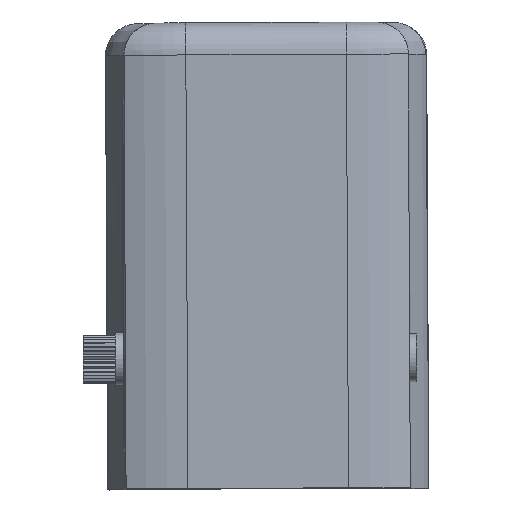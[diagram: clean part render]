
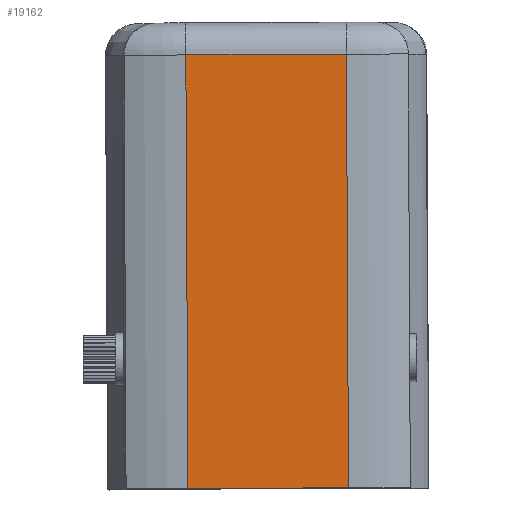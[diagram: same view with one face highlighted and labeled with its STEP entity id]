
A CAD part, top view. The second image highlights one B-rep face of the part: STEP entity #19162.
In plain terms, the highlighted planar face has unit normal (0, 0, 1).
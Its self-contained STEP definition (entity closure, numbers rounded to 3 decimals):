
#1995=FACE_OUTER_BOUND('',#3057,.T.);
#3057=EDGE_LOOP('',(#16496,#16497,#16498,#16499));
#5029=LINE('',#31168,#7033);
#5065=LINE('',#31866,#7069);
#5076=LINE('',#32119,#7080);
#5077=LINE('',#32121,#7081);
#7033=VECTOR('',#25540,10.);
#7069=VECTOR('',#25698,10.);
#7080=VECTOR('',#25739,10.);
#7081=VECTOR('',#25742,10.);
#8727=VERTEX_POINT('',#31166);
#8728=VERTEX_POINT('',#31167);
#8779=VERTEX_POINT('',#31841);
#8782=VERTEX_POINT('',#31862);
#11281=EDGE_CURVE('',#8727,#8728,#5029,.T.);
#11367=EDGE_CURVE('',#8779,#8782,#5065,.T.);
#11389=EDGE_CURVE('',#8782,#8727,#5076,.T.);
#11390=EDGE_CURVE('',#8728,#8779,#5077,.T.);
#16496=ORIENTED_EDGE('',*,*,#11367,.F.);
#16497=ORIENTED_EDGE('',*,*,#11390,.F.);
#16498=ORIENTED_EDGE('',*,*,#11281,.F.);
#16499=ORIENTED_EDGE('',*,*,#11389,.F.);
#17333=PLANE('',#20724);
#19162=ADVANCED_FACE('',(#1995),#17333,.T.);
#20724=AXIS2_PLACEMENT_3D('',#32120,#25740,#25741);
#25540=DIRECTION('',(-1.,-0.005,0.));
#25698=DIRECTION('',(1.,0.005,0.));
#25739=DIRECTION('',(0.005,-1.,0.));
#25740=DIRECTION('center_axis',(0.,0.,
1.));
#25741=DIRECTION('ref_axis',(-1.,-0.005,0.));
#25742=DIRECTION('',(-0.005,1.,0.));
#31166=CARTESIAN_POINT('',(10.276,-16.151,82.587));
#31167=CARTESIAN_POINT('',(-9.724,-16.246,82.587));
#31168=CARTESIAN_POINT('',(10.276,-16.151,82.587));
#31841=CARTESIAN_POINT('',(-9.98,37.753,82.587));
#31862=CARTESIAN_POINT('',(10.02,37.848,82.587));
#31866=CARTESIAN_POINT('',(5.02,37.824,82.587));
#32119=CARTESIAN_POINT('',(10.011,39.848,82.587));
#32120=CARTESIAN_POINT('Origin',(10.011,39.848,82.587));
#32121=CARTESIAN_POINT('',(-9.989,39.753,82.587));
